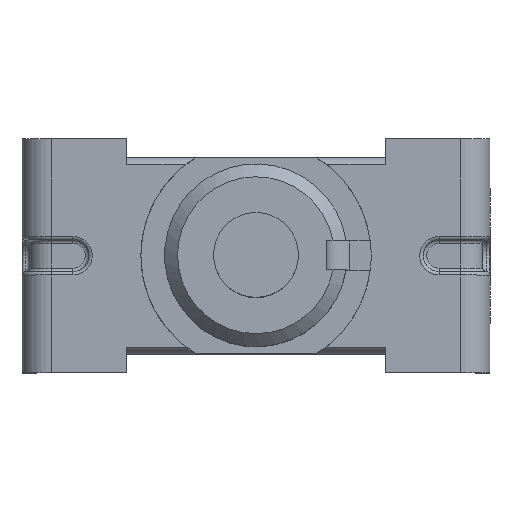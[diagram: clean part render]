
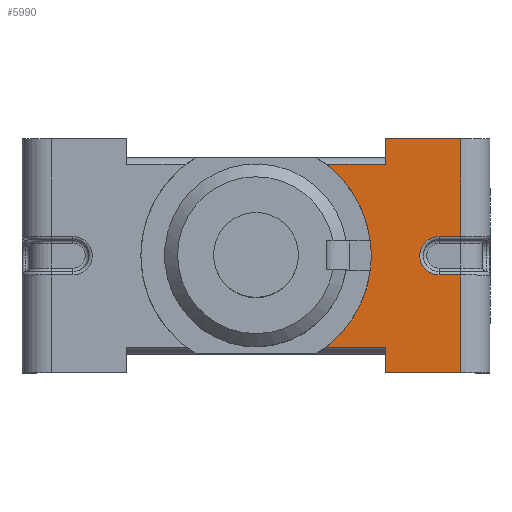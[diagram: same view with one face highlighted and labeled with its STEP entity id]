
A CAD part, top view. The second image highlights one B-rep face of the part: STEP entity #5990.
In plain terms, the highlighted planar face has unit normal (0, 0, 1).
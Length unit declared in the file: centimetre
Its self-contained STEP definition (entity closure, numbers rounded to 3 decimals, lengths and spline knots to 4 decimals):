
#215=FACE_OUTER_BOUND('',#581,.T.);
#581=EDGE_LOOP('',(#3954,#3955,#3956,#3957,#3958,#3959,#3960,#3961,#3962,
#3963,#3964,#3965));
#960=LINE('',#8904,#1604);
#961=LINE('',#8906,#1605);
#962=LINE('',#8908,#1606);
#963=LINE('',#8910,#1607);
#964=LINE('',#8912,#1608);
#965=LINE('',#8916,#1609);
#966=LINE('',#8918,#1610);
#967=LINE('',#8920,#1611);
#968=LINE('',#8922,#1612);
#969=LINE('',#8923,#1613);
#1604=VECTOR('',#7004,1.);
#1605=VECTOR('',#7005,1.);
#1606=VECTOR('',#7006,1.);
#1607=VECTOR('',#7007,1.);
#1608=VECTOR('',#7008,1.);
#1609=VECTOR('',#7011,1.);
#1610=VECTOR('',#7012,1.);
#1611=VECTOR('',#7013,1.);
#1612=VECTOR('',#7014,1.);
#1613=VECTOR('',#7015,1.);
#2248=CIRCLE('',#6372,0.4);
#2249=CIRCLE('',#6373,0.067);
#2485=VERTEX_POINT('',#8900);
#2486=VERTEX_POINT('',#8901);
#2487=VERTEX_POINT('',#8903);
#2488=VERTEX_POINT('',#8905);
#2489=VERTEX_POINT('',#8907);
#2490=VERTEX_POINT('',#8909);
#2491=VERTEX_POINT('',#8911);
#2492=VERTEX_POINT('',#8913);
#2493=VERTEX_POINT('',#8915);
#2494=VERTEX_POINT('',#8917);
#2495=VERTEX_POINT('',#8919);
#2496=VERTEX_POINT('',#8921);
#3043=EDGE_CURVE('',#2485,#2486,#2248,.T.);
#3044=EDGE_CURVE('',#2486,#2487,#960,.T.);
#3045=EDGE_CURVE('',#2487,#2488,#961,.T.);
#3046=EDGE_CURVE('',#2489,#2488,#962,.T.);
#3047=EDGE_CURVE('',#2489,#2490,#963,.T.);
#3048=EDGE_CURVE('',#2491,#2490,#964,.T.);
#3049=EDGE_CURVE('',#2492,#2491,#2249,.T.);
#3050=EDGE_CURVE('',#2493,#2492,#965,.T.);
#3051=EDGE_CURVE('',#2493,#2494,#966,.T.);
#3052=EDGE_CURVE('',#2495,#2494,#967,.T.);
#3053=EDGE_CURVE('',#2495,#2496,#968,.T.);
#3054=EDGE_CURVE('',#2496,#2485,#969,.T.);
#3954=ORIENTED_EDGE('',*,*,#3043,.T.);
#3955=ORIENTED_EDGE('',*,*,#3044,.T.);
#3956=ORIENTED_EDGE('',*,*,#3045,.T.);
#3957=ORIENTED_EDGE('',*,*,#3046,.F.);
#3958=ORIENTED_EDGE('',*,*,#3047,.T.);
#3959=ORIENTED_EDGE('',*,*,#3048,.F.);
#3960=ORIENTED_EDGE('',*,*,#3049,.F.);
#3961=ORIENTED_EDGE('',*,*,#3050,.F.);
#3962=ORIENTED_EDGE('',*,*,#3051,.T.);
#3963=ORIENTED_EDGE('',*,*,#3052,.F.);
#3964=ORIENTED_EDGE('',*,*,#3053,.T.);
#3965=ORIENTED_EDGE('',*,*,#3054,.T.);
#5776=PLANE('',#6371);
#5990=ADVANCED_FACE('',(#215),#5776,.T.);
#6371=AXIS2_PLACEMENT_3D('',#8899,#7000,#7001);
#6372=AXIS2_PLACEMENT_3D('',#8902,#7002,#7003);
#6373=AXIS2_PLACEMENT_3D('',#8914,#7009,#7010);
#7000=DIRECTION('center_axis',(0.,0.,
1.));
#7001=DIRECTION('ref_axis',(-1.,0.,0.));
#7002=DIRECTION('center_axis',(0.,0.,
-1.));
#7003=DIRECTION('ref_axis',(-0.527,0.85,0.));
#7004=DIRECTION('',(1.,0.,0.));
#7005=DIRECTION('',(0.,-1.,0.));
#7006=DIRECTION('',(-1.,0.,0.));
#7007=DIRECTION('',(0.,1.,0.));
#7008=DIRECTION('',(1.,0.,0.));
#7009=DIRECTION('center_axis',(0.,0.,
1.));
#7010=DIRECTION('ref_axis',(-1.,0.,0.));
#7011=DIRECTION('',(-1.,0.,0.));
#7012=DIRECTION('',(0.,1.,0.));
#7013=DIRECTION('',(1.,0.,0.));
#7014=DIRECTION('',(0.,-1.,0.));
#7015=DIRECTION('',(-1.,0.,0.));
#8899=CARTESIAN_POINT('Origin',(0.,0.,
0.993));
#8900=CARTESIAN_POINT('',(0.242,0.3185,0.993));
#8901=CARTESIAN_POINT('',(0.242,-0.3185,0.993));
#8902=CARTESIAN_POINT('Origin',(0.,0.,
0.993));
#8903=CARTESIAN_POINT('',(0.45,-0.3185,0.993));
#8904=CARTESIAN_POINT('',(0.225,-0.3185,0.993));
#8905=CARTESIAN_POINT('',(0.45,-0.4065,0.993));
#8906=CARTESIAN_POINT('',(0.45,-0.2032,0.993));
#8907=CARTESIAN_POINT('',(0.711,-0.4065,0.993));
#8908=CARTESIAN_POINT('',(0.813,-0.4065,0.993));
#8909=CARTESIAN_POINT('',(0.711,-0.067,0.993));
#8910=CARTESIAN_POINT('',(0.711,-0.2033,0.993));
#8911=CARTESIAN_POINT('',(0.636,-0.067,0.993));
#8912=CARTESIAN_POINT('',(0.4065,-0.067,0.993));
#8913=CARTESIAN_POINT('',(0.636,0.067,0.993));
#8914=CARTESIAN_POINT('Origin',(0.636,0.,
0.993));
#8915=CARTESIAN_POINT('',(0.711,0.067,0.993));
#8916=CARTESIAN_POINT('',(0.4065,0.067,0.993));
#8917=CARTESIAN_POINT('',(0.711,0.4065,0.993));
#8918=CARTESIAN_POINT('',(0.711,-0.2033,0.993));
#8919=CARTESIAN_POINT('',(0.45,0.4065,0.993));
#8920=CARTESIAN_POINT('',(-0.813,0.4065,0.993));
#8921=CARTESIAN_POINT('',(0.45,0.3185,0.993));
#8922=CARTESIAN_POINT('',(0.45,0.1593,0.993));
#8923=CARTESIAN_POINT('',(-0.225,0.3185,0.993));
